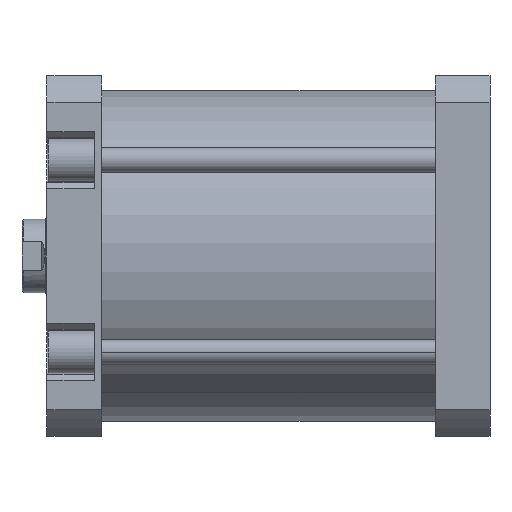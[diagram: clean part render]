
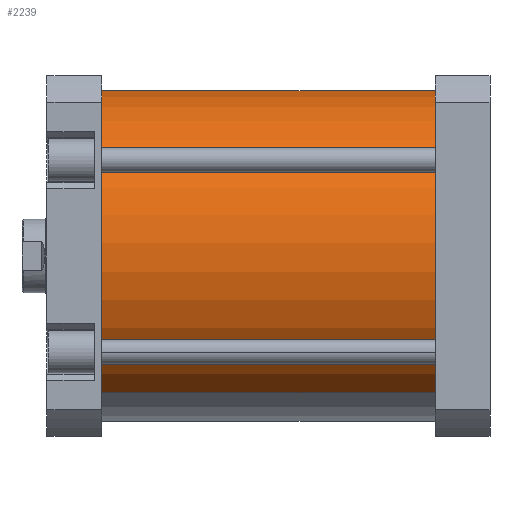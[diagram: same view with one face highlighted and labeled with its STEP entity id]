
A CAD part, front view. The second image highlights one B-rep face of the part: STEP entity #2239.
In plain terms, the highlighted cylindrical face has radius 66.5 mm (diameter 133 mm), a partial arc.
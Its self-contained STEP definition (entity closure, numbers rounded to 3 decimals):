
#203 = DIRECTION ( 'NONE',  ( 1., 0., 0. ) ) ;
#206 = DIRECTION ( 'NONE',  ( 0., 0., 1. ) ) ;
#226 = CARTESIAN_POINT ( 'NONE',  ( 0., 0., 0. ) ) ;
#273 = DIRECTION ( 'NONE',  ( 0., 0., -1. ) ) ;
#298 = DIRECTION ( 'NONE',  ( 0., 0., -1. ) ) ;
#301 = CARTESIAN_POINT ( 'NONE',  ( 66.5, 0., 134. ) ) ;
#306 = CARTESIAN_POINT ( 'NONE',  ( -66.5, 0., 134. ) ) ;
#309 = DIRECTION ( 'NONE',  ( 1., 0., 0. ) ) ;
#311 = DIRECTION ( 'NONE',  ( 0., 0., 1. ) ) ;
#313 = CARTESIAN_POINT ( 'NONE',  ( 0., 0., 134. ) ) ;
#396 = CARTESIAN_POINT ( 'NONE',  ( -66.5, 0., 0. ) ) ;
#586 = CARTESIAN_POINT ( 'NONE',  ( 66.5, 0., 134. ) ) ;
#645 = CARTESIAN_POINT ( 'NONE',  ( -66.5, 0., 134. ) ) ;
#729 = CARTESIAN_POINT ( 'NONE',  ( 66.5, 0., 0. ) ) ;
#1981 = CYLINDRICAL_SURFACE ( 'NONE', #7401, 66.5 ) ;
#1982 = FACE_OUTER_BOUND ( 'NONE', #4890, .T. ) ;
#2239 = ADVANCED_FACE ( 'NONE', ( #1982 ), #1981, .T. ) ;
#2706 = LINE ( 'NONE', #306, #2709 ) ;
#2708 = CIRCLE ( 'NONE', #7570, 66.5 ) ;
#2709 = VECTOR ( 'NONE', #298, 1000. ) ;
#2710 = VECTOR ( 'NONE', #273, 1000. ) ;
#2712 = LINE ( 'NONE', #301, #2710 ) ;
#2725 = CIRCLE ( 'NONE', #7562, 66.5 ) ;
#3649 = ORIENTED_EDGE ( 'NONE', *, *, #6688, .F. ) ;
#3697 = ORIENTED_EDGE ( 'NONE', *, *, #6690, .T. ) ;
#3749 = ORIENTED_EDGE ( 'NONE', *, *, #6701, .T. ) ;
#3808 = ORIENTED_EDGE ( 'NONE', *, *, #6693, .F. ) ;
#4890 = EDGE_LOOP ( 'NONE', ( #3808, #3649, #3697, #3749 ) ) ;
#5812 = DIRECTION ( 'NONE',  ( -1., 0., 0. ) ) ;
#5816 = DIRECTION ( 'NONE',  ( 0., 0., -1. ) ) ;
#6268 = CARTESIAN_POINT ( 'NONE',  ( 0., 0., 134. ) ) ;
#6546 = VERTEX_POINT ( 'NONE', #729 ) ;
#6576 = VERTEX_POINT ( 'NONE', #645 ) ;
#6595 = VERTEX_POINT ( 'NONE', #586 ) ;
#6665 = VERTEX_POINT ( 'NONE', #396 ) ;
#6688 = EDGE_CURVE ( 'NONE', #6576, #6595, #2708, .T. ) ;
#6690 = EDGE_CURVE ( 'NONE', #6576, #6665, #2706, .T. ) ;
#6693 = EDGE_CURVE ( 'NONE', #6595, #6546, #2712, .T. ) ;
#6701 = EDGE_CURVE ( 'NONE', #6665, #6546, #2725, .T. ) ;
#7401 = AXIS2_PLACEMENT_3D ( 'NONE', #6268, #5816, #5812 ) ;
#7562 = AXIS2_PLACEMENT_3D ( 'NONE', #226, #206, #203 ) ;
#7570 = AXIS2_PLACEMENT_3D ( 'NONE', #313, #311, #309 ) ;
